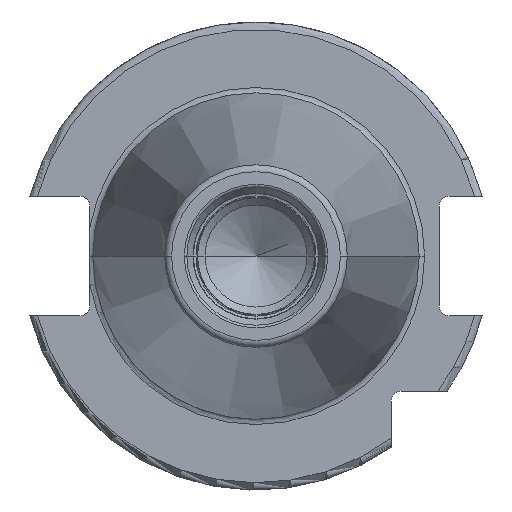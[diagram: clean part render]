
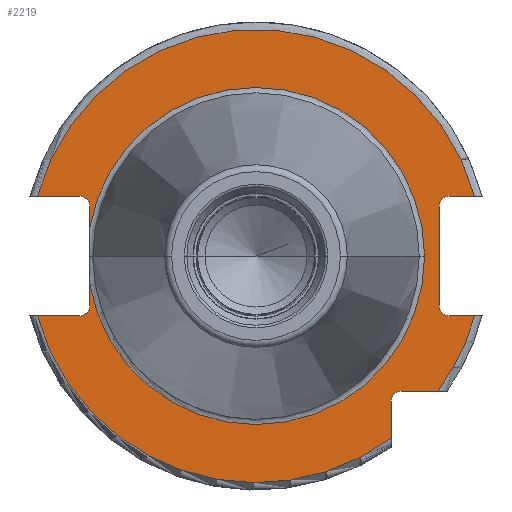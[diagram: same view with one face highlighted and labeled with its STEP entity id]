
A CAD part, left-side view. The second image highlights one B-rep face of the part: STEP entity #2219.
In plain terms, the highlighted planar face has unit normal (-1, 0, 0).
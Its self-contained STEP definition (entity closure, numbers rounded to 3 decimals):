
#105=CARTESIAN_POINT('',(3.2,22.55,-3.842));
#117=CARTESIAN_POINT('',(3.2,0.,0.));
#118=DIRECTION('',(-1.,0.,0.));
#119=DIRECTION('',(0.,0.986,-0.168));
#120=AXIS2_PLACEMENT_3D('',#117,#118,#119);
#135=CARTESIAN_POINT('',(3.2,23.9,-6.75));
#136=DIRECTION('',(1.,0.,0.));
#137=DIRECTION('',(0.,-1.,0.));
#138=AXIS2_PLACEMENT_3D('',#135,#136,#137);
#317=CARTESIAN_POINT('',(3.2,23.9,6.75));
#318=DIRECTION('',(1.,0.,0.));
#319=DIRECTION('',(0.,0.,1.));
#320=AXIS2_PLACEMENT_3D('',#317,#318,#319);
#362=CARTESIAN_POINT('',(3.2,-26.2,6.75));
#363=DIRECTION('',(1.,0.,0.));
#364=DIRECTION('',(0.,1.,0.));
#365=AXIS2_PLACEMENT_3D('',#362,#363,#364);
#380=CARTESIAN_POINT('',(3.2,-26.2,-6.75));
#381=DIRECTION('',(1.,0.,0.));
#382=DIRECTION('',(0.,0.,-1.));
#383=AXIS2_PLACEMENT_3D('',#380,#381,#382);
#447=DIRECTION('',(0.,0.,-1.));
#448=VECTOR('',#447,2.908);
#449=CARTESIAN_POINT('',(3.2,22.55,6.75));
#450=LINE('',#449,#448);
#451=DIRECTION('',(0.,-1.,0.));
#452=VECTOR('',#451,5.777);
#453=CARTESIAN_POINT('',(3.2,29.677,8.1));
#454=LINE('',#453,#452);
#455=CARTESIAN_POINT('',(3.2,0.,0.));
#456=DIRECTION('',(1.,0.,0.));
#457=DIRECTION('',(0.,0.965,0.263));
#458=AXIS2_PLACEMENT_3D('',#455,#456,#457);
#460=DIRECTION('',(0.,1.,0.));
#461=VECTOR('',#460,3.477);
#462=CARTESIAN_POINT('',(3.2,-29.677,8.1));
#463=LINE('',#462,#461);
#464=DIRECTION('',(0.,0.,1.));
#465=VECTOR('',#464,13.5);
#466=CARTESIAN_POINT('',(3.2,-24.85,-6.75));
#467=LINE('',#466,#465);
#468=DIRECTION('',(0.,1.,0.));
#469=VECTOR('',#468,3.477);
#470=CARTESIAN_POINT('',(3.2,-29.677,-8.1));
#471=LINE('',#470,#469);
#472=CARTESIAN_POINT('',(3.2,0.,0.));
#473=DIRECTION('',(-1.,0.,0.));
#474=DIRECTION('',(0.,-0.803,-0.597));
#475=AXIS2_PLACEMENT_3D('',#472,#473,#474);
#477=DIRECTION('',(0.,-1.,0.));
#478=VECTOR('',#477,4.99);
#479=CARTESIAN_POINT('',(3.2,-19.7,-18.35));
#480=LINE('',#479,#478);
#481=DIRECTION('',(0.,0.,1.));
#482=VECTOR('',#481,4.99);
#483=CARTESIAN_POINT('',(3.2,-18.35,-24.69));
#484=LINE('',#483,#482);
#485=CARTESIAN_POINT('',(3.2,0.,0.));
#486=DIRECTION('',(-1.,0.,0.));
#487=DIRECTION('',(0.,0.965,-0.263));
#488=AXIS2_PLACEMENT_3D('',#485,#486,#487);
#490=DIRECTION('',(0.,-1.,0.));
#491=VECTOR('',#490,5.777);
#492=CARTESIAN_POINT('',(3.2,29.677,-8.1));
#493=LINE('',#492,#491);
#494=DIRECTION('',(0.,0.,-1.));
#495=VECTOR('',#494,2.908);
#496=CARTESIAN_POINT('',(3.2,22.55,-3.842));
#497=LINE('',#496,#495);
#507=CARTESIAN_POINT('',(3.2,29.677,8.1));
#514=CARTESIAN_POINT('',(3.2,-29.677,8.1));
#934=CARTESIAN_POINT('',(3.2,29.677,-8.1));
#970=CARTESIAN_POINT('',(3.2,-29.677,-8.1));
#997=CARTESIAN_POINT('',(3.2,-19.7,-19.7));
#998=DIRECTION('',(1.,0.,0.));
#999=DIRECTION('',(0.,1.,0.));
#1000=AXIS2_PLACEMENT_3D('',#997,#998,#999);
#1068=CARTESIAN_POINT('',(3.2,22.55,3.842));
#1079=CARTESIAN_POINT('',(3.2,0.,0.));
#1080=DIRECTION('',(1.,0.,0.));
#1081=DIRECTION('',(0.,0.986,0.168));
#1082=AXIS2_PLACEMENT_3D('',#1079,#1080,#1081);
#1302=CARTESIAN_POINT('',(3.2,-22.875,0.));
#1304=VERTEX_POINT('',#1302);
#1444=VERTEX_POINT('',#1068);
#1446=VERTEX_POINT('',#105);
#1449=VERTEX_POINT('',#507);
#1450=VERTEX_POINT('',#514);
#1453=VERTEX_POINT('',#934);
#1454=VERTEX_POINT('',#970);
#1469=CARTESIAN_POINT('',(3.2,-18.35,-24.69));
#1470=VERTEX_POINT('',#1469);
#1472=CARTESIAN_POINT('',(3.2,23.9,-8.1));
#1474=VERTEX_POINT('',#1472);
#1476=CARTESIAN_POINT('',(3.2,23.9,8.1));
#1478=VERTEX_POINT('',#1476);
#1480=CARTESIAN_POINT('',(3.2,-24.85,-6.75));
#1482=VERTEX_POINT('',#1480);
#1484=CARTESIAN_POINT('',(3.2,-26.2,-8.1));
#1486=VERTEX_POINT('',#1484);
#1488=CARTESIAN_POINT('',(3.2,-26.2,8.1));
#1490=VERTEX_POINT('',#1488);
#1492=CARTESIAN_POINT('',(3.2,-24.85,6.75));
#1494=VERTEX_POINT('',#1492);
#1501=CARTESIAN_POINT('',(3.2,22.55,6.75));
#1502=VERTEX_POINT('',#1501);
#1503=CARTESIAN_POINT('',(3.2,22.55,-6.75));
#1504=VERTEX_POINT('',#1503);
#1505=CARTESIAN_POINT('',(3.2,-19.7,-18.35));
#1506=CARTESIAN_POINT('',(3.2,-24.69,-18.35));
#1507=VERTEX_POINT('',#1505);
#1508=VERTEX_POINT('',#1506);
#1509=CARTESIAN_POINT('',(3.2,-18.35,-19.7));
#1510=VERTEX_POINT('',#1509);
#2186=CARTESIAN_POINT('',(3.2,0.,0.));
#2187=DIRECTION('',(1.,0.,0.));
#2188=DIRECTION('',(0.,-1.,0.));
#2189=AXIS2_PLACEMENT_3D('',#2186,#2187,#2188);
#2190=PLANE('',#2189);
#2191=ORIENTED_EDGE('',*,*,#1712,.F.);
#2192=ORIENTED_EDGE('',*,*,#1961,.F.);
#2193=ORIENTED_EDGE('',*,*,#1995,.F.);
#2195=ORIENTED_EDGE('',*,*,#2194,.T.);
#2196=ORIENTED_EDGE('',*,*,#2021,.T.);
#2197=ORIENTED_EDGE('',*,*,#2057,.F.);
#2198=ORIENTED_EDGE('',*,*,#2069,.F.);
#2199=ORIENTED_EDGE('',*,*,#2085,.F.);
#2200=ORIENTED_EDGE('',*,*,#2119,.F.);
#2202=ORIENTED_EDGE('',*,*,#2201,.F.);
#2204=ORIENTED_EDGE('',*,*,#2203,.F.);
#2206=ORIENTED_EDGE('',*,*,#2205,.F.);
#2208=ORIENTED_EDGE('',*,*,#2207,.F.);
#2210=ORIENTED_EDGE('',*,*,#2209,.F.);
#2211=ORIENTED_EDGE('',*,*,#2159,.T.);
#2212=ORIENTED_EDGE('',*,*,#1732,.F.);
#2213=ORIENTED_EDGE('',*,*,#1717,.F.);
#2214=ORIENTED_EDGE('',*,*,#1694,.T.);
#2216=ORIENTED_EDGE('',*,*,#2215,.F.);
#2217=EDGE_LOOP('',(#2191,#2192,#2193,#2195,#2196,#2197,#2198,#2199,#2200,#2202,
#2204,#2206,#2208,#2210,#2211,#2212,#2213,#2214,#2216));
#2218=FACE_OUTER_BOUND('',#2217,.F.);
#2219=ADVANCED_FACE('',(#2218),#2190,.F.);
#121=CIRCLE('',#120,22.875);
#139=CIRCLE('',#138,1.35);
#321=CIRCLE('',#320,1.35);
#366=CIRCLE('',#365,1.35);
#384=CIRCLE('',#383,1.35);
#459=CIRCLE('',#458,30.763);
#476=CIRCLE('',#475,30.763);
#489=CIRCLE('',#488,30.763);
#1001=CIRCLE('',#1000,1.35);
#1083=CIRCLE('',#1082,22.875);
#1694=EDGE_CURVE('',#1446,#1304,#121,.T.);
#1712=EDGE_CURVE('',#1502,#1444,#450,.T.);
#1717=EDGE_CURVE('',#1446,#1504,#497,.T.);
#1732=EDGE_CURVE('',#1504,#1474,#139,.T.);
#1961=EDGE_CURVE('',#1478,#1502,#321,.T.);
#1995=EDGE_CURVE('',#1449,#1478,#454,.T.);
#2021=EDGE_CURVE('',#1450,#1490,#463,.T.);
#2057=EDGE_CURVE('',#1494,#1490,#366,.T.);
#2069=EDGE_CURVE('',#1482,#1494,#467,.T.);
#2085=EDGE_CURVE('',#1486,#1482,#384,.T.);
#2119=EDGE_CURVE('',#1454,#1486,#471,.T.);
#2159=EDGE_CURVE('',#1453,#1474,#493,.T.);
#2194=EDGE_CURVE('',#1449,#1450,#459,.T.);
#2201=EDGE_CURVE('',#1508,#1454,#476,.T.);
#2203=EDGE_CURVE('',#1507,#1508,#480,.T.);
#2205=EDGE_CURVE('',#1510,#1507,#1001,.T.);
#2207=EDGE_CURVE('',#1470,#1510,#484,.T.);
#2209=EDGE_CURVE('',#1453,#1470,#489,.T.);
#2215=EDGE_CURVE('',#1444,#1304,#1083,.T.);
